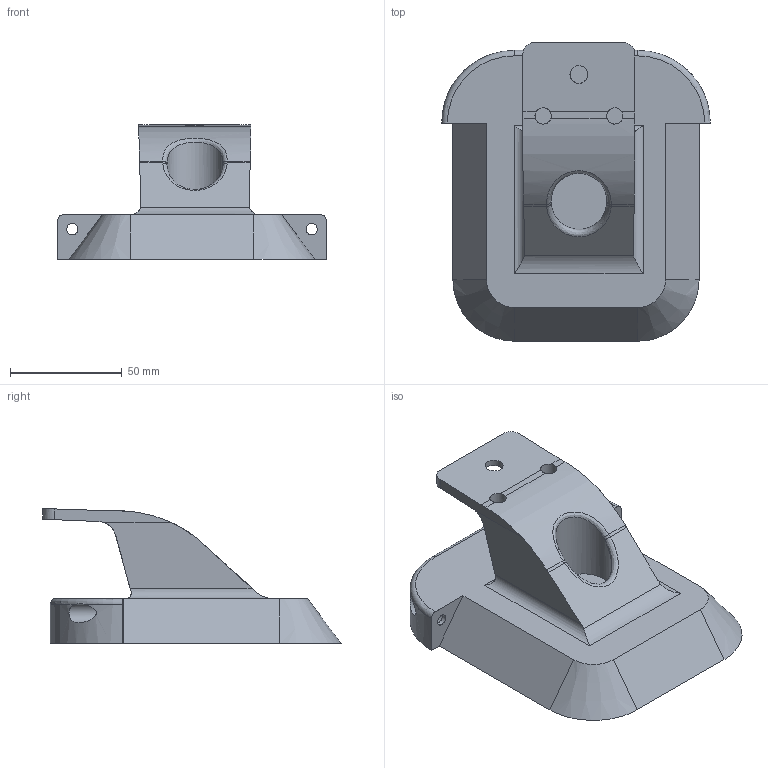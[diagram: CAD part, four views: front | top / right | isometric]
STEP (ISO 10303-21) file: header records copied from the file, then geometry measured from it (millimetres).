
FILE_DESCRIPTION(/* description */ (''),/* implementation_level */ '2;1');
FILE_NAME(/* name */ 'head-plate_swap-acc-zed2i-v3.step',/* time_stamp */ '2025-08-19T21:10:54-04:00',/* author */ (''),/* organization */ (''),/* preprocessor_version */ 'ST-DEVELOPER v20.1',/* originating_system */ 'Autodesk Translation Framework v14.10.0.0',/* authorisation */ '');
FILE_SCHEMA (('AUTOMOTIVE_DESIGN { 1 0 10303 214 3 1 1 }'));
Length unit declared in the file: millimetre
Products named in the file (1): head-plate_swap-acc-zed2i
Bounding box: 120 x 133.28 x 60.3 mm (x, y, z)
Volume: 302513.3 mm3; surface area: 47145.4 mm2
Topology: 1 solids, 1 shells, 96 faces, 274 edges, 178 vertices
Faces by surface type: plane 43, cylinder 40, torus 6, bspline 5, cone 2
Full cylindrical faces by diameter (mm): 5 x2, 7.277 x2, 8.5 x2, 25 x1
Entity records: 3685 total; most frequent: CARTESIAN_POINT 1109, ORIENTED_EDGE 548, DIRECTION 532, EDGE_CURVE 274, AXIS2_PLACEMENT_3D 195, VERTEX_POINT 178, LINE 142, VECTOR 142
